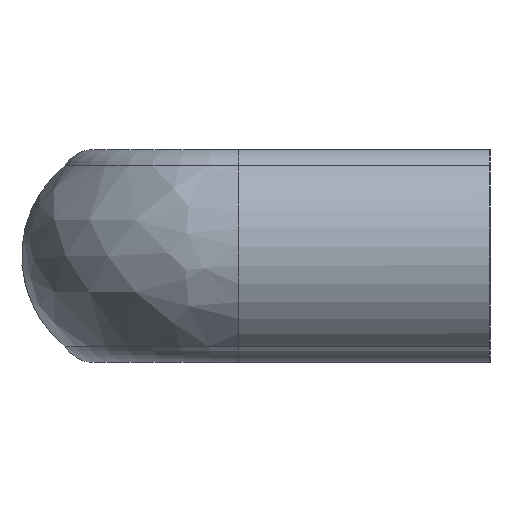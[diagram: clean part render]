
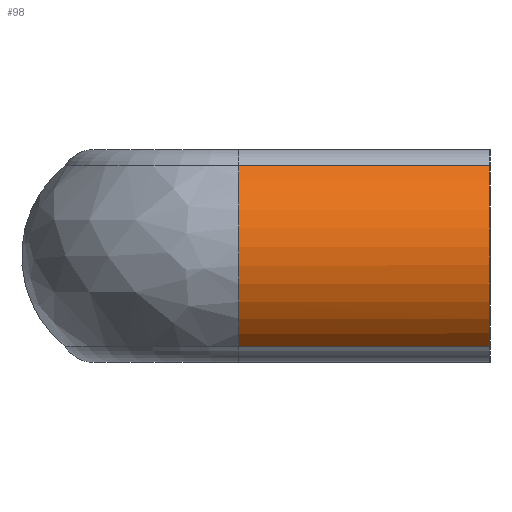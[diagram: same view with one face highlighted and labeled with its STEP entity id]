
A CAD part, left-side view. The second image highlights one B-rep face of the part: STEP entity #98.
In plain terms, the highlighted cylindrical face has radius 13.591 mm (diameter 27.182 mm), a partial arc.
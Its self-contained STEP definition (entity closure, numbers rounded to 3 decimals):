
#98 = ADVANCED_FACE( '', ( #199 ), #200, .T. );
#199 = FACE_OUTER_BOUND( '', #342, .T. );
#200 = CYLINDRICAL_SURFACE( '', #343, 13.591 );
#342 = EDGE_LOOP( '', ( #529, #530, #531, #532 ) );
#343 = AXIS2_PLACEMENT_3D( '', #533, #534, #535 );
#529 = ORIENTED_EDGE( '', *, *, #630, .T. );
#530 = ORIENTED_EDGE( '', *, *, #572, .F. );
#531 = ORIENTED_EDGE( '', *, *, #641, .F. );
#532 = ORIENTED_EDGE( '', *, *, #642, .T. );
#533 = CARTESIAN_POINT( '', ( 13.592, 0., 0. ) );
#534 = DIRECTION( '', ( 0., -1., 0. ) );
#535 = DIRECTION( '', ( 0., 0., 1. ) );
#572 = EDGE_CURVE( '', #654, #649, #656, .T. );
#630 = EDGE_CURVE( '', #736, #649, #737, .T. );
#641 = EDGE_CURVE( '', #748, #654, #749, .T. );
#642 = EDGE_CURVE( '', #748, #736, #750, .T. );
#649 = VERTEX_POINT( '', #757 );
#654 = VERTEX_POINT( '', #772 );
#656 = LINE( '', #774, #775 );
#736 = VERTEX_POINT( '', #1037 );
#737 = B_SPLINE_CURVE_WITH_KNOTS( '', 3, ( #1038, #1039, #1040, #1041, #1042, #1043, #1044, #1045, #1046, #1047, #1048, #1049, #1050, #1051, #1052, #1053, #1054, #1055 ), .UNSPECIFIED., .F., .F., ( 4, 2, 2, 2, 2, 2, 2, 2, 4 ), ( 0., 0.125, 0.25, 0.375, 0.5, 0.625, 0.75, 0.875, 1. ), .UNSPECIFIED. );
#748 = VERTEX_POINT( '', #1075 );
#749 = CIRCLE( '', #1076, 13.591 );
#750 = LINE( '', #1077, #1078 );
#757 = CARTESIAN_POINT( '', ( 5.106, 29.5, -10.617 ) );
#772 = CARTESIAN_POINT( '', ( 5.106, 0., -10.616 ) );
#774 = CARTESIAN_POINT( '', ( 5.106, 0., -10.616 ) );
#775 = VECTOR( '', #1088, 1000. );
#1037 = CARTESIAN_POINT( '', ( 5.106, 29.5, 10.616 ) );
#1038 = CARTESIAN_POINT( '', ( 5.106, 29.5, 10.616 ) );
#1039 = CARTESIAN_POINT( '', ( 4.313, 29.5, 9.982 ) );
#1040 = CARTESIAN_POINT( '', ( 3.592, 29.5, 9.259 ) );
#1041 = CARTESIAN_POINT( '', ( 2.327, 29.5, 7.671 ) );
#1042 = CARTESIAN_POINT( '', ( 1.784, 29.5, 6.805 ) );
#1043 = CARTESIAN_POINT( '', ( 0.904, 29.5, 4.975 ) );
#1044 = CARTESIAN_POINT( '', ( 0.567, 29.5, 4.011 ) );
#1045 = CARTESIAN_POINT( '', ( 0.115, 29.5, 2.031 ) );
#1046 = CARTESIAN_POINT( '', ( 0.001, 29.5, 1.015 ) );
#1047 = CARTESIAN_POINT( '', ( 0.001, 29.5, -1.015 ) );
#1048 = CARTESIAN_POINT( '', ( 0.115, 29.5, -2.031 ) );
#1049 = CARTESIAN_POINT( '', ( 0.567, 29.5, -4.011 ) );
#1050 = CARTESIAN_POINT( '', ( 0.904, 29.5, -4.975 ) );
#1051 = CARTESIAN_POINT( '', ( 1.784, 29.5, -6.805 ) );
#1052 = CARTESIAN_POINT( '', ( 2.327, 29.5, -7.671 ) );
#1053 = CARTESIAN_POINT( '', ( 3.592, 29.5, -9.259 ) );
#1054 = CARTESIAN_POINT( '', ( 4.313, 29.5, -9.982 ) );
#1055 = CARTESIAN_POINT( '', ( 5.106, 29.5, -10.616 ) );
#1075 = CARTESIAN_POINT( '', ( 5.106, 0., 10.616 ) );
#1076 = AXIS2_PLACEMENT_3D( '', #1155, #1156, #1157 );
#1077 = CARTESIAN_POINT( '', ( 5.106, 0., 10.616 ) );
#1078 = VECTOR( '', #1158, 1000. );
#1088 = DIRECTION( '', ( 0., 1., 0. ) );
#1155 = CARTESIAN_POINT( '', ( 13.592, 0., 0. ) );
#1156 = DIRECTION( '', ( 0., -1., 0. ) );
#1157 = DIRECTION( '', ( 0., 0., 1. ) );
#1158 = DIRECTION( '', ( 0., 1., 0. ) );
